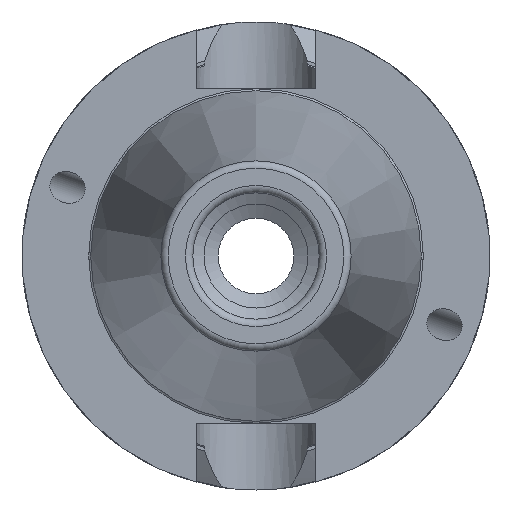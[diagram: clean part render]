
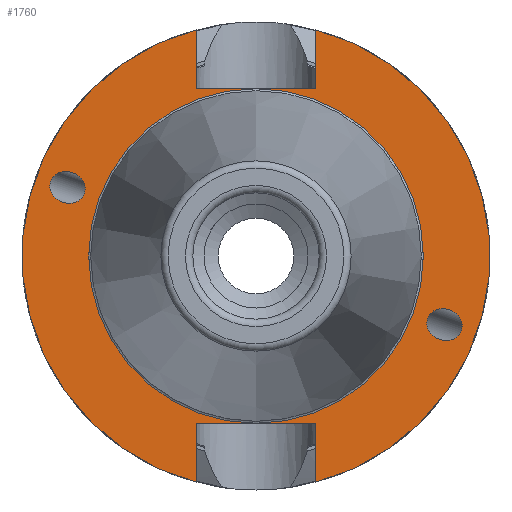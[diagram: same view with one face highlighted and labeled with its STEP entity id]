
A CAD part, left-side view. The second image highlights one B-rep face of the part: STEP entity #1760.
In plain terms, the highlighted planar face has unit normal (-1, 0, 0).
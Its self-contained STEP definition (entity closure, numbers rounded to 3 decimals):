
#22=ELLIPSE('',#1937,2.425,2.1);
#26=ELLIPSE('',#1942,2.425,2.1);
#50=FACE_BOUND('',#255,.T.);
#51=FACE_BOUND('',#256,.T.);
#52=FACE_BOUND('',#257,.T.);
#70=PLANE('',#1963);
#159=FACE_OUTER_BOUND('',#254,.T.);
#254=EDGE_LOOP('',(#1503,#1504,#1505,#1506,#1507,#1508,#1509,#1510));
#255=EDGE_LOOP('',(#1511));
#256=EDGE_LOOP('',(#1512));
#257=EDGE_LOOP('',(#1513,#1514));
#341=LINE('',#3239,#429);
#350=LINE('',#3340,#438);
#352=LINE('',#3343,#440);
#356=LINE('',#3413,#444);
#357=LINE('',#3415,#445);
#358=LINE('',#3417,#446);
#429=VECTOR('',#2365,10.);
#438=VECTOR('',#2380,10.);
#440=VECTOR('',#2384,10.);
#444=VECTOR('',#2418,10.);
#445=VECTOR('',#2419,10.);
#446=VECTOR('',#2420,10.);
#552=CIRCLE('',#1964,31.5);
#553=CIRCLE('',#1965,31.5);
#554=CIRCLE('',#1966,22.517);
#555=CIRCLE('',#1967,22.517);
#753=VERTEX_POINT('',#3061);
#757=VERTEX_POINT('',#3071);
#769=VERTEX_POINT('',#3236);
#770=VERTEX_POINT('',#3238);
#786=VERTEX_POINT('',#3337);
#787=VERTEX_POINT('',#3339);
#797=VERTEX_POINT('',#3410);
#798=VERTEX_POINT('',#3412);
#799=VERTEX_POINT('',#3414);
#800=VERTEX_POINT('',#3416);
#801=VERTEX_POINT('',#3419);
#802=VERTEX_POINT('',#3420);
#992=EDGE_CURVE('',#753,#753,#22,.T.);
#997=EDGE_CURVE('',#757,#757,#26,.T.);
#1011=EDGE_CURVE('',#770,#769,#341,.T.);
#1031=EDGE_CURVE('',#787,#786,#350,.T.);
#1033=EDGE_CURVE('',#769,#787,#352,.T.);
#1049=EDGE_CURVE('',#786,#797,#552,.T.);
#1050=EDGE_CURVE('',#797,#798,#356,.T.);
#1051=EDGE_CURVE('',#798,#799,#357,.T.);
#1052=EDGE_CURVE('',#799,#800,#358,.T.);
#1053=EDGE_CURVE('',#800,#770,#553,.T.);
#1054=EDGE_CURVE('',#801,#802,#554,.T.);
#1055=EDGE_CURVE('',#802,#801,#555,.T.);
#1503=ORIENTED_EDGE('',*,*,#1011,.T.);
#1504=ORIENTED_EDGE('',*,*,#1033,.T.);
#1505=ORIENTED_EDGE('',*,*,#1031,.T.);
#1506=ORIENTED_EDGE('',*,*,#1049,.T.);
#1507=ORIENTED_EDGE('',*,*,#1050,.T.);
#1508=ORIENTED_EDGE('',*,*,#1051,.T.);
#1509=ORIENTED_EDGE('',*,*,#1052,.T.);
#1510=ORIENTED_EDGE('',*,*,#1053,.T.);
#1511=ORIENTED_EDGE('',*,*,#992,.T.);
#1512=ORIENTED_EDGE('',*,*,#997,.T.);
#1513=ORIENTED_EDGE('',*,*,#1054,.F.);
#1514=ORIENTED_EDGE('',*,*,#1055,.F.);
#1760=ADVANCED_FACE('',(#159,#50,#51,#52),#70,.T.);
#1937=AXIS2_PLACEMENT_3D('',#3063,#2341,#2342);
#1942=AXIS2_PLACEMENT_3D('',#3073,#2352,#2353);
#1963=AXIS2_PLACEMENT_3D('',#3409,#2414,#2415);
#1964=AXIS2_PLACEMENT_3D('',#3411,#2416,#2417);
#1965=AXIS2_PLACEMENT_3D('',#3418,#2421,#2422);
#1966=AXIS2_PLACEMENT_3D('',#3421,#2423,#2424);
#1967=AXIS2_PLACEMENT_3D('',#3422,#2425,#2426);
#2341=DIRECTION('center_axis',(1.,0.,0.));
#2342=DIRECTION('ref_axis',(0.,-0.94,-0.342));
#2352=DIRECTION('center_axis',(1.,0.,0.));
#2353=DIRECTION('ref_axis',(0.,0.94,0.342));
#2365=DIRECTION('',(0.,0.,1.));
#2380=DIRECTION('',(0.,0.,-1.));
#2384=DIRECTION('',(0.,-1.,0.));
#2414=DIRECTION('center_axis',(-1.,0.,0.));
#2415=DIRECTION('ref_axis',(0.,0.,1.));
#2416=DIRECTION('center_axis',(-1.,0.,0.));
#2417=DIRECTION('ref_axis',(0.,0.,1.));
#2418=DIRECTION('',(0.,0.,-1.));
#2419=DIRECTION('',(0.,1.,0.));
#2420=DIRECTION('',(0.,0.,1.));
#2421=DIRECTION('center_axis',(-1.,0.,0.));
#2422=DIRECTION('ref_axis',(0.,0.,1.));
#2423=DIRECTION('center_axis',(-1.,0.,0.));
#2424=DIRECTION('ref_axis',(0.,0.,1.));
#2425=DIRECTION('center_axis',(-1.,0.,0.));
#2426=DIRECTION('ref_axis',(0.,0.,1.));
#3061=CARTESIAN_POINT('',(2.,-23.093,-8.405));
#3063=CARTESIAN_POINT('Origin',(2.,-25.372,-9.235));
#3071=CARTESIAN_POINT('',(2.,23.093,8.405));
#3073=CARTESIAN_POINT('Origin',(2.,25.372,9.235));
#3236=CARTESIAN_POINT('',(2.,8.05,-22.6));
#3238=CARTESIAN_POINT('',(2.,8.05,-30.454));
#3239=CARTESIAN_POINT('',(2.,8.05,2.204));
#3337=CARTESIAN_POINT('',(2.,-8.05,-30.454));
#3339=CARTESIAN_POINT('',(2.,-8.05,-22.6));
#3340=CARTESIAN_POINT('',(2.,-8.05,2.204));
#3343=CARTESIAN_POINT('',(2.,0.,-22.6));
#3409=CARTESIAN_POINT('Origin',(2.,0.,27.008));
#3410=CARTESIAN_POINT('',(2.,-8.05,30.454));
#3411=CARTESIAN_POINT('Origin',(2.,0.,0.));
#3412=CARTESIAN_POINT('',(2.,-8.05,22.6));
#3413=CARTESIAN_POINT('',(2.,-8.05,24.804));
#3414=CARTESIAN_POINT('',(2.,8.05,22.6));
#3415=CARTESIAN_POINT('',(2.,0.,22.6));
#3416=CARTESIAN_POINT('',(2.,8.05,30.454));
#3417=CARTESIAN_POINT('',(2.,8.05,24.804));
#3418=CARTESIAN_POINT('Origin',(2.,0.,0.));
#3419=CARTESIAN_POINT('',(2.,0.,22.517));
#3420=CARTESIAN_POINT('',(2.,0.,-22.517));
#3421=CARTESIAN_POINT('Origin',(2.,0.,0.));
#3422=CARTESIAN_POINT('Origin',(2.,0.,0.));
